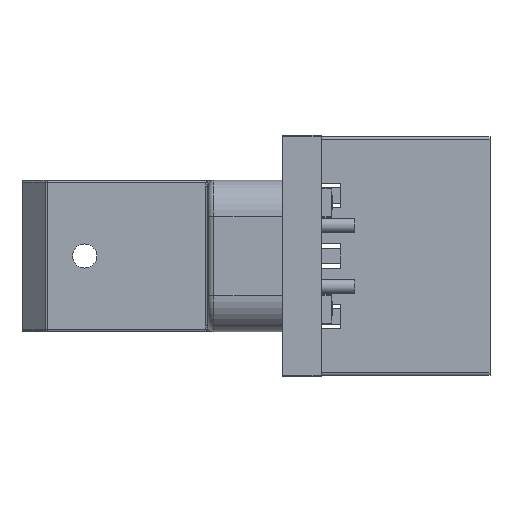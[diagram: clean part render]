
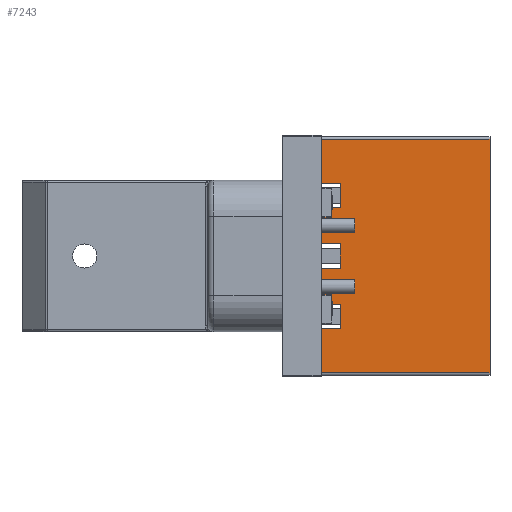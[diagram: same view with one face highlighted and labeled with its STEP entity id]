
A CAD part, left-side view. The second image highlights one B-rep face of the part: STEP entity #7243.
In plain terms, the highlighted face is planar.
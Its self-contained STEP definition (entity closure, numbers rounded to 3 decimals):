
#3872 = ORIENTED_EDGE ( 'NONE', *, *, #7212, .F. ) ;
#3873 = ORIENTED_EDGE ( 'NONE', *, *, #7231, .T. ) ;
#3874 = ORIENTED_EDGE ( 'NONE', *, *, #4184, .T. ) ;
#3875 = ORIENTED_EDGE ( 'NONE', *, *, #4185, .T. ) ;
#3876 = ORIENTED_EDGE ( 'NONE', *, *, #4187, .F. ) ;
#3877 = ORIENTED_EDGE ( 'NONE', *, *, #4186, .T. ) ;
#3878 = ORIENTED_EDGE ( 'NONE', *, *, #4188, .F. ) ;
#3879 = ORIENTED_EDGE ( 'NONE', *, *, #4189, .F. ) ;
#3880 = ORIENTED_EDGE ( 'NONE', *, *, #7224, .T. ) ;
#3881 = ORIENTED_EDGE ( 'NONE', *, *, #4190, .F. ) ;
#3882 = ORIENTED_EDGE ( 'NONE', *, *, #4192, .F. ) ;
#3883 = ORIENTED_EDGE ( 'NONE', *, *, #4191, .F. ) ;
#3884 = ORIENTED_EDGE ( 'NONE', *, *, #7228, .T. ) ;
#3885 = ORIENTED_EDGE ( 'NONE', *, *, #4193, .F. ) ;
#3886 = ORIENTED_EDGE ( 'NONE', *, *, #4195, .F. ) ;
#3887 = ORIENTED_EDGE ( 'NONE', *, *, #4194, .F. ) ;
#4184 = EDGE_CURVE ( 'NONE', #4892, #4873, #11004, .T. ) ;
#4185 = EDGE_CURVE ( 'NONE', #4872, #4927, #11007, .T. ) ;
#4186 = EDGE_CURVE ( 'NONE', #4927, #4928, #11010, .T. ) ;
#4187 = EDGE_CURVE ( 'NONE', #4929, #4928, #11013, .T. ) ;
#4188 = EDGE_CURVE ( 'NONE', #4930, #4929, #11016, .T. ) ;
#4189 = EDGE_CURVE ( 'NONE', #4882, #4930, #11019, .T. ) ;
#4190 = EDGE_CURVE ( 'NONE', #4931, #4885, #11022, .T. ) ;
#4191 = EDGE_CURVE ( 'NONE', #4932, #4931, #11025, .T. ) ;
#4192 = EDGE_CURVE ( 'NONE', #4886, #4932, #11028, .T. ) ;
#4193 = EDGE_CURVE ( 'NONE', #4933, #4889, #11031, .T. ) ;
#4194 = EDGE_CURVE ( 'NONE', #4934, #4933, #11034, .T. ) ;
#4195 = EDGE_CURVE ( 'NONE', #4893, #4934, #11037, .T. ) ;
#4602 = EDGE_LOOP ( 'NONE', ( #3873, #3874, #3872, #3875, #3877, #3876, #3878, #3879, #3880, #3881, #3883, #3882, #3884, #3885, #3887, #3886 ) ) ;
#4872 = VERTEX_POINT ( 'NONE', #16439 ) ;
#4873 = VERTEX_POINT ( 'NONE', #16440 ) ;
#4882 = VERTEX_POINT ( 'NONE', #16449 ) ;
#4885 = VERTEX_POINT ( 'NONE', #16452 ) ;
#4886 = VERTEX_POINT ( 'NONE', #16453 ) ;
#4889 = VERTEX_POINT ( 'NONE', #16456 ) ;
#4892 = VERTEX_POINT ( 'NONE', #16459 ) ;
#4893 = VERTEX_POINT ( 'NONE', #16460 ) ;
#4927 = VERTEX_POINT ( 'NONE', #16494 ) ;
#4928 = VERTEX_POINT ( 'NONE', #16495 ) ;
#4929 = VERTEX_POINT ( 'NONE', #16496 ) ;
#4930 = VERTEX_POINT ( 'NONE', #16497 ) ;
#4931 = VERTEX_POINT ( 'NONE', #16498 ) ;
#4932 = VERTEX_POINT ( 'NONE', #16499 ) ;
#4933 = VERTEX_POINT ( 'NONE', #16500 ) ;
#4934 = VERTEX_POINT ( 'NONE', #16501 ) ;
#7212 = EDGE_CURVE ( 'NONE', #4872, #4873, #22743, .T. ) ;
#7224 = EDGE_CURVE ( 'NONE', #4882, #4885, #22779, .T. ) ;
#7228 = EDGE_CURVE ( 'NONE', #4886, #4889, #22791, .T. ) ;
#7231 = EDGE_CURVE ( 'NONE', #4893, #4892, #22800, .T. ) ;
#7243 = ADVANCED_FACE ( 'NONE', ( #20772 ), #22844, .F. ) ;
#11004 = LINE ( 'NONE', #11005, #18412 ) ;
#11005 = CARTESIAN_POINT ( 'NONE',  ( 0.1, 7., -5.75 ) ) ;
#11006 = DIRECTION ( 'NONE',  ( 0., 1., 0. ) ) ;
#11007 = LINE ( 'NONE', #11008, #18413 ) ;
#11008 = CARTESIAN_POINT ( 'NONE',  ( 9.8, 7., -5.75 ) ) ;
#11009 = DIRECTION ( 'NONE',  ( 0., -1., 0. ) ) ;
#11010 = LINE ( 'NONE', #11011, #18414 ) ;
#11011 = CARTESIAN_POINT ( 'NONE',  ( 0., 0., -5.75 ) ) ;
#11012 = DIRECTION ( 'NONE',  ( -1., 0., 0. ) ) ;
#11013 = LINE ( 'NONE', #11014, #18415 ) ;
#11014 = CARTESIAN_POINT ( 'NONE',  ( 7.95, 0., -5.75 ) ) ;
#11015 = DIRECTION ( 'NONE',  ( 0., -1., 0. ) ) ;
#11016 = LINE ( 'NONE', #11017, #18416 ) ;
#11017 = CARTESIAN_POINT ( 'NONE',  ( 6.95, 0.8, -5.75 ) ) ;
#11018 = DIRECTION ( 'NONE',  ( 1., 0., 0. ) ) ;
#11019 = LINE ( 'NONE', #11020, #18417 ) ;
#11020 = CARTESIAN_POINT ( 'NONE',  ( 6.95, 0., -5.75 ) ) ;
#11021 = DIRECTION ( 'NONE',  ( 0., 1., 0. ) ) ;
#11022 = LINE ( 'NONE', #11023, #18418 ) ;
#11023 = CARTESIAN_POINT ( 'NONE',  ( 5.45, 0., -5.75 ) ) ;
#11024 = DIRECTION ( 'NONE',  ( 0., -1., 0. ) ) ;
#11025 = LINE ( 'NONE', #11026, #18419 ) ;
#11026 = CARTESIAN_POINT ( 'NONE',  ( 4.45, 0.8, -5.75 ) ) ;
#11027 = DIRECTION ( 'NONE',  ( 1., 0., 0. ) ) ;
#11028 = LINE ( 'NONE', #11029, #18420 ) ;
#11029 = CARTESIAN_POINT ( 'NONE',  ( 4.45, 0., -5.75 ) ) ;
#11030 = DIRECTION ( 'NONE',  ( 0., 1., 0. ) ) ;
#11031 = LINE ( 'NONE', #11032, #18421 ) ;
#11032 = CARTESIAN_POINT ( 'NONE',  ( 2.95, 0., -5.75 ) ) ;
#11033 = DIRECTION ( 'NONE',  ( 0., -1., 0. ) ) ;
#11034 = LINE ( 'NONE', #11035, #18422 ) ;
#11035 = CARTESIAN_POINT ( 'NONE',  ( 1.95, 0.8, -5.75 ) ) ;
#11036 = DIRECTION ( 'NONE',  ( 1., 0., 0. ) ) ;
#11037 = LINE ( 'NONE', #11038, #18423 ) ;
#11038 = CARTESIAN_POINT ( 'NONE',  ( 1.95, 0., -5.75 ) ) ;
#11039 = DIRECTION ( 'NONE',  ( 0., 1., 0. ) ) ;
#16439 = CARTESIAN_POINT ( 'NONE',  ( 9.8, 7., -5.75 ) ) ;
#16440 = CARTESIAN_POINT ( 'NONE',  ( 0.1, 7., -5.75 ) ) ;
#16449 = CARTESIAN_POINT ( 'NONE',  ( 6.95, 0., -5.75 ) ) ;
#16452 = CARTESIAN_POINT ( 'NONE',  ( 5.45, 0., -5.75 ) ) ;
#16453 = CARTESIAN_POINT ( 'NONE',  ( 4.45, 0., -5.75 ) ) ;
#16456 = CARTESIAN_POINT ( 'NONE',  ( 2.95, 0., -5.75 ) ) ;
#16459 = CARTESIAN_POINT ( 'NONE',  ( 0.1, 0., -5.75 ) ) ;
#16460 = CARTESIAN_POINT ( 'NONE',  ( 1.95, 0., -5.75 ) ) ;
#16494 = CARTESIAN_POINT ( 'NONE',  ( 9.8, 0., -5.75 ) ) ;
#16495 = CARTESIAN_POINT ( 'NONE',  ( 7.95, 0., -5.75 ) ) ;
#16496 = CARTESIAN_POINT ( 'NONE',  ( 7.95, 0.8, -5.75 ) ) ;
#16497 = CARTESIAN_POINT ( 'NONE',  ( 6.95, 0.8, -5.75 ) ) ;
#16498 = CARTESIAN_POINT ( 'NONE',  ( 5.45, 0.8, -5.75 ) ) ;
#16499 = CARTESIAN_POINT ( 'NONE',  ( 4.45, 0.8, -5.75 ) ) ;
#16500 = CARTESIAN_POINT ( 'NONE',  ( 2.95, 0.8, -5.75 ) ) ;
#16501 = CARTESIAN_POINT ( 'NONE',  ( 1.95, 0.8, -5.75 ) ) ;
#18412 = VECTOR ( 'NONE', #11006, 1000. ) ;
#18413 = VECTOR ( 'NONE', #11009, 1000. ) ;
#18414 = VECTOR ( 'NONE', #11012, 1000. ) ;
#18415 = VECTOR ( 'NONE', #11015, 1000. ) ;
#18416 = VECTOR ( 'NONE', #11018, 1000. ) ;
#18417 = VECTOR ( 'NONE', #11021, 1000. ) ;
#18418 = VECTOR ( 'NONE', #11024, 1000. ) ;
#18419 = VECTOR ( 'NONE', #11027, 1000. ) ;
#18420 = VECTOR ( 'NONE', #11030, 1000. ) ;
#18421 = VECTOR ( 'NONE', #11033, 1000. ) ;
#18422 = VECTOR ( 'NONE', #11036, 1000. ) ;
#18423 = VECTOR ( 'NONE', #11039, 1000. ) ;
#20733 = VECTOR ( 'NONE', #22745, 1000. ) ;
#20745 = VECTOR ( 'NONE', #22781, 1000. ) ;
#20751 = VECTOR ( 'NONE', #22793, 1000. ) ;
#20753 = VECTOR ( 'NONE', #22802, 1000. ) ;
#20772 = FACE_OUTER_BOUND ( 'NONE', #4602, .T. ) ;
#20775 = AXIS2_PLACEMENT_3D ( 'NONE', #22845, #22846, #22847 ) ;
#22743 = LINE ( 'NONE', #22744, #20733 ) ;
#22744 = CARTESIAN_POINT ( 'NONE',  ( 0., 7., -5.75 ) ) ;
#22745 = DIRECTION ( 'NONE',  ( -1., 0., 0. ) ) ;
#22779 = LINE ( 'NONE', #22780, #20745 ) ;
#22780 = CARTESIAN_POINT ( 'NONE',  ( 0., 0., -5.75 ) ) ;
#22781 = DIRECTION ( 'NONE',  ( -1., 0., 0. ) ) ;
#22791 = LINE ( 'NONE', #22792, #20751 ) ;
#22792 = CARTESIAN_POINT ( 'NONE',  ( 0., 0., -5.75 ) ) ;
#22793 = DIRECTION ( 'NONE',  ( -1., 0., 0. ) ) ;
#22800 = LINE ( 'NONE', #22801, #20753 ) ;
#22801 = CARTESIAN_POINT ( 'NONE',  ( 0., 0., -5.75 ) ) ;
#22802 = DIRECTION ( 'NONE',  ( -1., 0., 0. ) ) ;
#22844 = PLANE ( 'NONE',  #20775 ) ;
#22845 = CARTESIAN_POINT ( 'NONE',  ( 0., 7., -5.75 ) ) ;
#22846 = DIRECTION ( 'NONE',  ( 0., 0., 1. ) ) ;
#22847 = DIRECTION ( 'NONE',  ( 1., 0., 0. ) ) ;
